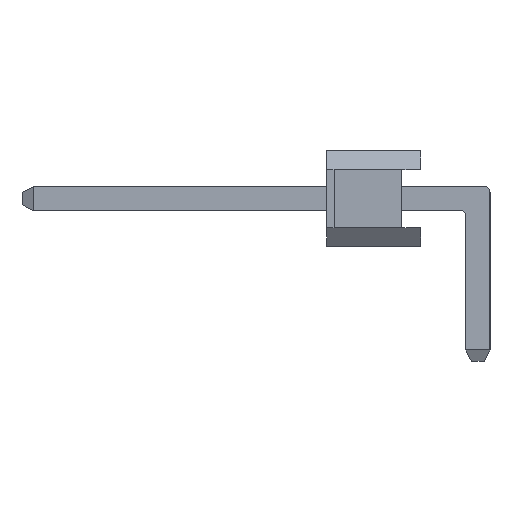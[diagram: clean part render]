
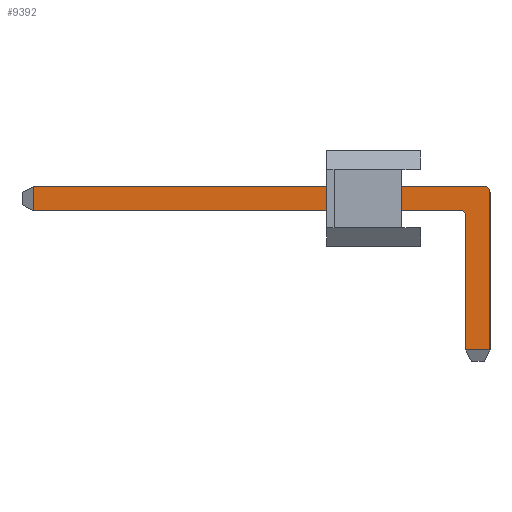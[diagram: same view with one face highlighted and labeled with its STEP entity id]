
A CAD part, left-side view. The second image highlights one B-rep face of the part: STEP entity #9392.
In plain terms, the highlighted planar face has unit normal (-1, 0, 0).
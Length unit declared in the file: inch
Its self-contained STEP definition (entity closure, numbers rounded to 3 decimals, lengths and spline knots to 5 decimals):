
#17 = ORIENTED_EDGE ( 'NONE', *, *, #17652, .T. ) ;
#156 = ORIENTED_EDGE ( 'NONE', *, *, #16292, .T. ) ;
#231 = VECTOR ( 'NONE', #8902, 39.37008 ) ;
#504 = ORIENTED_EDGE ( 'NONE', *, *, #9822, .T. ) ;
#988 = VERTEX_POINT ( 'NONE', #6574 ) ;
#1006 = FACE_OUTER_BOUND ( 'NONE', #3973, .T. ) ;
#1166 = CARTESIAN_POINT ( 'NONE',  ( 0., 0.08279, 0.14567 ) ) ;
#1229 = EDGE_CURVE ( 'NONE', #11253, #12959, #18238, .T. ) ;
#1360 = DIRECTION ( 'NONE',  ( 0., 0., -1. ) ) ;
#1410 = DIRECTION ( 'NONE',  ( 1., 0., 0. ) ) ;
#2688 = LINE ( 'NONE', #4593, #17327 ) ;
#3824 = CARTESIAN_POINT ( 'NONE',  ( 0., 0.00591, 0.16496 ) ) ;
#3973 = EDGE_LOOP ( 'NONE', ( #11662, #21780, #8701, #16561, #504, #156, #22019, #17 ) ) ;
#4311 = AXIS2_PLACEMENT_3D ( 'NONE', #3824, #16657, #5717 ) ;
#4593 = CARTESIAN_POINT ( 'NONE',  ( 0., 0.47728, -0.06614 ) ) ;
#4965 = VERTEX_POINT ( 'NONE', #11721 ) ;
#5717 = DIRECTION ( 'NONE',  ( 0., 1., 0. ) ) ;
#5808 = EDGE_CURVE ( 'NONE', #4965, #17090, #21677, .T. ) ;
#5927 = VECTOR ( 'NONE', #20635, 39.37008 ) ;
#6249 = CIRCLE ( 'NONE', #4311, 0.00591 ) ;
#6331 = VERTEX_POINT ( 'NONE', #6729 ) ;
#6574 = CARTESIAN_POINT ( 'NONE',  ( 0., 0.47728, 0.14567 ) ) ;
#6729 = CARTESIAN_POINT ( 'NONE',  ( 0., 0., 0. ) ) ;
#6944 = CARTESIAN_POINT ( 'NONE',  ( 0., 0.0252, -0.06614 ) ) ;
#7969 = AXIS2_PLACEMENT_3D ( 'NONE', #21192, #10386, #22986 ) ;
#8525 = PLANE ( 'NONE',  #7969 ) ;
#8701 = ORIENTED_EDGE ( 'NONE', *, *, #11845, .T. ) ;
#8703 = VECTOR ( 'NONE', #15872, 39.37008 ) ;
#8902 = DIRECTION ( 'NONE',  ( 0., -1., 0. ) ) ;
#9169 = CARTESIAN_POINT ( 'NONE',  ( 0., 0.47728, 0.17087 ) ) ;
#9392 = ADVANCED_FACE ( 'NONE', ( #1006 ), #8525, .T. ) ;
#9422 = AXIS2_PLACEMENT_3D ( 'NONE', #12483, #1410, #14315 ) ;
#9801 = CARTESIAN_POINT ( 'NONE',  ( 0., 0., -0.06614 ) ) ;
#9822 = EDGE_CURVE ( 'NONE', #6331, #19824, #15664, .T. ) ;
#10386 = DIRECTION ( 'NONE',  ( -1., 0., 0. ) ) ;
#10769 = CARTESIAN_POINT ( 'NONE',  ( 0., 0.00591, 0.17087 ) ) ;
#10983 = CARTESIAN_POINT ( 'NONE',  ( 0., 0.08279, 0.17087 ) ) ;
#11117 = DIRECTION ( 'NONE',  ( 0., 1., 0. ) ) ;
#11253 = VERTEX_POINT ( 'NONE', #10769 ) ;
#11605 = VECTOR ( 'NONE', #1360, 39.37008 ) ;
#11662 = ORIENTED_EDGE ( 'NONE', *, *, #22609, .T. ) ;
#11721 = CARTESIAN_POINT ( 'NONE',  ( 0., 0.0311, 0.14567 ) ) ;
#11845 = EDGE_CURVE ( 'NONE', #17090, #15763, #12183, .T. ) ;
#12183 = LINE ( 'NONE', #6944, #11605 ) ;
#12483 = CARTESIAN_POINT ( 'NONE',  ( 0., 0.0311, 0.13976 ) ) ;
#12959 = VERTEX_POINT ( 'NONE', #9169 ) ;
#13776 = DIRECTION ( 'NONE',  ( 0., 0., -1. ) ) ;
#14315 = DIRECTION ( 'NONE',  ( 0., 0., -1. ) ) ;
#14385 = CARTESIAN_POINT ( 'NONE',  ( 0., 0., 0.16496 ) ) ;
#15158 = EDGE_CURVE ( 'NONE', #15763, #6331, #18575, .T. ) ;
#15664 = LINE ( 'NONE', #9801, #5927 ) ;
#15763 = VERTEX_POINT ( 'NONE', #22163 ) ;
#15872 = DIRECTION ( 'NONE',  ( 0., -1., 0. ) ) ;
#16292 = EDGE_CURVE ( 'NONE', #19824, #11253, #6249, .T. ) ;
#16561 = ORIENTED_EDGE ( 'NONE', *, *, #15158, .T. ) ;
#16657 = DIRECTION ( 'NONE',  ( -1., 0., 0. ) ) ;
#17090 = VERTEX_POINT ( 'NONE', #19371 ) ;
#17327 = VECTOR ( 'NONE', #13776, 39.37008 ) ;
#17652 = EDGE_CURVE ( 'NONE', #12959, #988, #2688, .T. ) ;
#18238 = LINE ( 'NONE', #10983, #18806 ) ;
#18575 = LINE ( 'NONE', #19780, #231 ) ;
#18806 = VECTOR ( 'NONE', #11117, 39.37008 ) ;
#18953 = LINE ( 'NONE', #1166, #8703 ) ;
#19371 = CARTESIAN_POINT ( 'NONE',  ( 0., 0.0252, 0.13976 ) ) ;
#19780 = CARTESIAN_POINT ( 'NONE',  ( 0., 0.08279, 0. ) ) ;
#19824 = VERTEX_POINT ( 'NONE', #14385 ) ;
#20635 = DIRECTION ( 'NONE',  ( 0., 0., 1. ) ) ;
#21192 = CARTESIAN_POINT ( 'NONE',  ( 0., 0.08279, -0.06614 ) ) ;
#21677 = CIRCLE ( 'NONE', #9422, 0.00591 ) ;
#21780 = ORIENTED_EDGE ( 'NONE', *, *, #5808, .T. ) ;
#22019 = ORIENTED_EDGE ( 'NONE', *, *, #1229, .T. ) ;
#22163 = CARTESIAN_POINT ( 'NONE',  ( 0., 0.0252, 0. ) ) ;
#22609 = EDGE_CURVE ( 'NONE', #988, #4965, #18953, .T. ) ;
#22986 = DIRECTION ( 'NONE',  ( 0., -1., 0. ) ) ;
